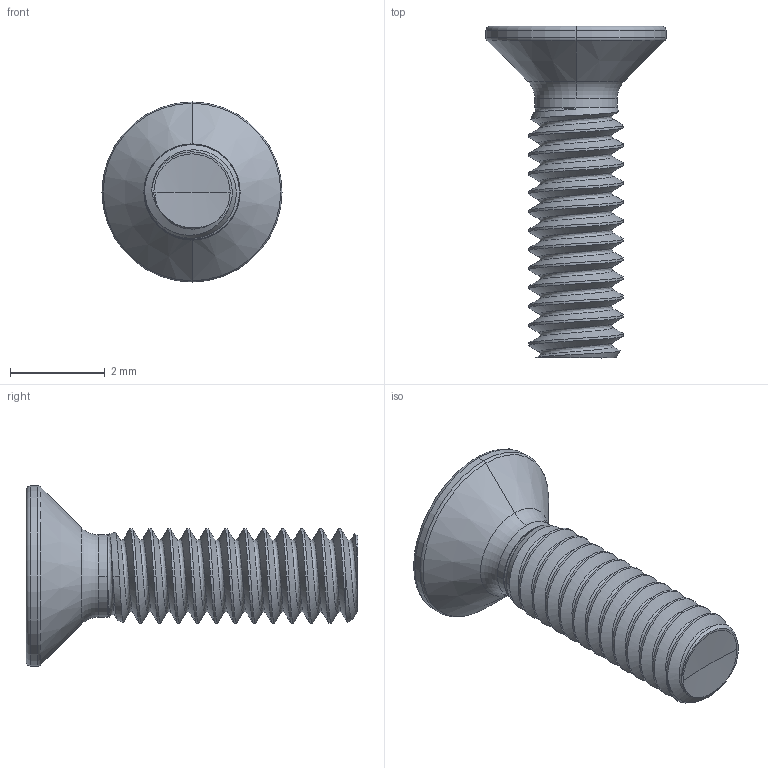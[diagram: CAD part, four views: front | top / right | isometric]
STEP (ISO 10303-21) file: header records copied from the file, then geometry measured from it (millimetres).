
FILE_DESCRIPTION (( 'STEP AP203' ), '1' );
FILE_NAME ('STM410200070.STEP', '2020-12-18T16:46:02', ( '' ), ( '' ), 'SwSTEP 2.0', 'SolidWorks 2015', '' );
FILE_SCHEMA (( 'CONFIG_CONTROL_DESIGN' ));
Length unit declared in the file: millimetre
Products named in the file (2): STM410200070
Bounding box: 3.8 x 7 x 3.8 mm (x, y, z)
Volume: 22 mm3; surface area: 83 mm2
Topology: 1 solids, 1 shells, 92 faces, 239 edges, 148 vertices
Faces by surface type: cylinder 48, bspline 18, torus 11, cone 11, sphere 2, plane 2
Entity records: 14083 total; most frequent: CARTESIAN_POINT 12017, ORIENTED_EDGE 474, DIRECTION 321, EDGE_CURVE 237, VERTEX_POINT 148, AXIS2_PLACEMENT_3D 132, EDGE_LOOP 93, FACE_OUTER_BOUND 92
